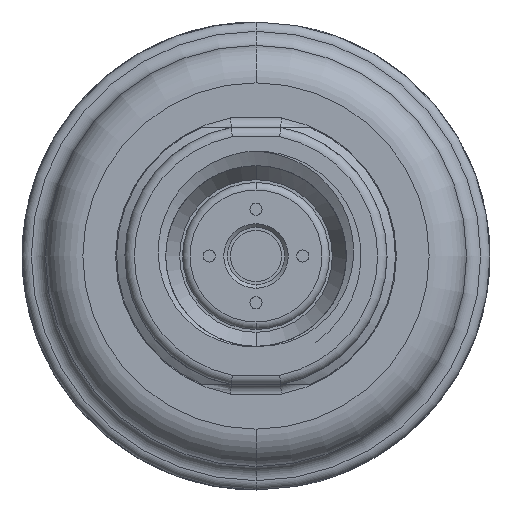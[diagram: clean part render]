
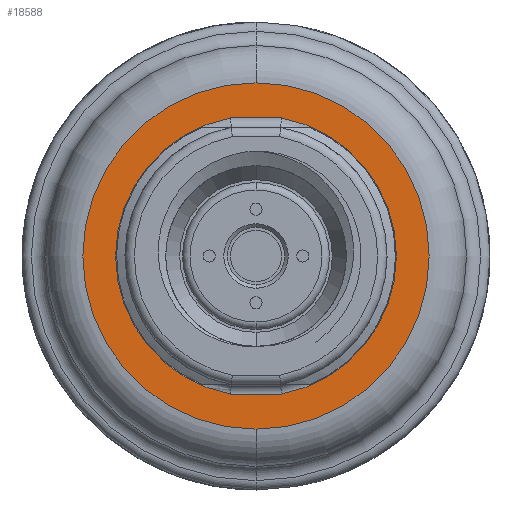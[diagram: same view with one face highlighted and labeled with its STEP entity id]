
A CAD part, front view. The second image highlights one B-rep face of the part: STEP entity #18588.
In plain terms, the highlighted planar face has unit normal (0, -1, 0).
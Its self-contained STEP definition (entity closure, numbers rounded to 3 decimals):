
#6595=CARTESIAN_POINT('',(0.,-77.,0.));
#6596=DIRECTION('',(0.,-1.,0.));
#6597=DIRECTION('',(0.,0.,-1.));
#6598=AXIS2_PLACEMENT_3D('',#6595,#6596,#6597);
#6600=CARTESIAN_POINT('',(0.,-77.,0.));
#6601=DIRECTION('',(0.,-1.,0.));
#6602=DIRECTION('',(0.,0.,1.));
#6603=AXIS2_PLACEMENT_3D('',#6600,#6601,#6602);
#6605=CARTESIAN_POINT('',(0.,-77.,0.));
#6606=DIRECTION('',(0.,-1.,0.));
#6607=DIRECTION('',(-0.182,0.,0.983));
#6608=AXIS2_PLACEMENT_3D('',#6605,#6606,#6607);
#6610=DIRECTION('',(1.,0.,0.));
#6611=VECTOR('',#6610,5.454);
#6612=CARTESIAN_POINT('',(-2.727,-77.,-14.75));
#6613=LINE('',#6612,#6611);
#6614=CARTESIAN_POINT('',(0.,-77.,0.));
#6615=DIRECTION('',(0.,-1.,0.));
#6616=DIRECTION('',(0.182,0.,-0.983));
#6617=AXIS2_PLACEMENT_3D('',#6614,#6615,#6616);
#6619=DIRECTION('',(-1.,0.,0.));
#6620=VECTOR('',#6619,5.454);
#6621=CARTESIAN_POINT('',(2.727,-77.,14.75));
#6622=LINE('',#6621,#6620);
#10953=CARTESIAN_POINT('',(-2.727,-77.,14.75));
#10954=CARTESIAN_POINT('',(-2.727,-77.,-14.75));
#10955=VERTEX_POINT('',#10953);
#10956=VERTEX_POINT('',#10954);
#10961=CARTESIAN_POINT('',(2.727,-77.,-14.75));
#10962=CARTESIAN_POINT('',(2.727,-77.,14.75));
#10963=VERTEX_POINT('',#10961);
#10964=VERTEX_POINT('',#10962);
#11213=CARTESIAN_POINT('',(0.,-77.,-18.5));
#11214=CARTESIAN_POINT('',(0.,-77.,18.5));
#11215=VERTEX_POINT('',#11213);
#11216=VERTEX_POINT('',#11214);
#18568=CARTESIAN_POINT('',(0.,-77.,0.));
#18569=DIRECTION('',(0.,-1.,0.));
#18570=DIRECTION('',(0.,0.,1.));
#18571=AXIS2_PLACEMENT_3D('',#18568,#18569,#18570);
#18572=PLANE('',#18571);
#18573=ORIENTED_EDGE('',*,*,#18558,.F.);
#18575=ORIENTED_EDGE('',*,*,#18574,.F.);
#18576=EDGE_LOOP('',(#18573,#18575));
#18577=FACE_OUTER_BOUND('',#18576,.F.);
#18579=ORIENTED_EDGE('',*,*,#18578,.T.);
#18581=ORIENTED_EDGE('',*,*,#18580,.T.);
#18583=ORIENTED_EDGE('',*,*,#18582,.T.);
#18585=ORIENTED_EDGE('',*,*,#18584,.T.);
#18586=EDGE_LOOP('',(#18579,#18581,#18583,#18585));
#18587=FACE_BOUND('',#18586,.F.);
#18588=ADVANCED_FACE('',(#18577,#18587),#18572,.T.);
#6599=CIRCLE('',#6598,18.5);
#6604=CIRCLE('',#6603,18.5);
#6609=CIRCLE('',#6608,15.);
#6618=CIRCLE('',#6617,15.);
#18558=EDGE_CURVE('',#11215,#11216,#6599,.T.);
#18574=EDGE_CURVE('',#11216,#11215,#6604,.T.);
#18578=EDGE_CURVE('',#10955,#10956,#6609,.T.);
#18580=EDGE_CURVE('',#10956,#10963,#6613,.T.);
#18582=EDGE_CURVE('',#10963,#10964,#6618,.T.);
#18584=EDGE_CURVE('',#10964,#10955,#6622,.T.);
